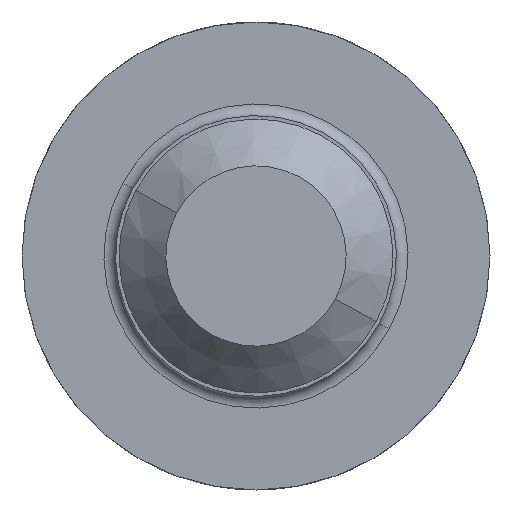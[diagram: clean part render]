
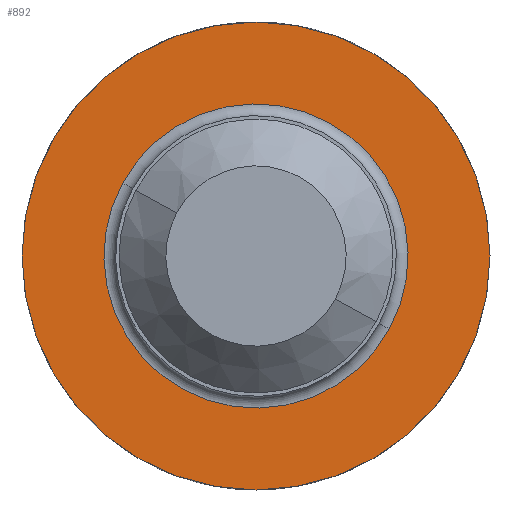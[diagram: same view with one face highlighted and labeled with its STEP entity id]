
A CAD part, left-side view. The second image highlights one B-rep face of the part: STEP entity #892.
In plain terms, the highlighted planar face has unit normal (-1, 0, 0).
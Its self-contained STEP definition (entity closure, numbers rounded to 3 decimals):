
#388=CARTESIAN_POINT('Vertex',(0.,-5.,0.)) ;
#391=CARTESIAN_POINT('Axis2P3D Location',(0.,0.,0.)) ;
#395=CARTESIAN_POINT('Vertex',(0.,5.,0.)) ;
#411=CARTESIAN_POINT('Axis2P3D Location',(0.,0.,0.)) ;
#865=CARTESIAN_POINT('Axis2P3D Location',(0.,0.,0.)) ;
#874=CARTESIAN_POINT('Axis2P3D Location',(0.,0.,0.)) ;
#878=CARTESIAN_POINT('Vertex',(0.,2.852,1.558)) ;
#880=CARTESIAN_POINT('Vertex',(0.,-2.852,-1.558)) ;
#883=CARTESIAN_POINT('Axis2P3D Location',(0.,0.,0.)) ;
#392=DIRECTION('Axis2P3D Direction',(1.,0.,0.)) ;
#412=DIRECTION('Axis2P3D Direction',(1.,0.,0.)) ;
#866=DIRECTION('Axis2P3D Direction',(1.,0.,0.)) ;
#867=DIRECTION('Axis2P3D XDirection',(0.,1.,0.)) ;
#875=DIRECTION('Axis2P3D Direction',(1.,0.,0.)) ;
#884=DIRECTION('Axis2P3D Direction',(1.,0.,0.)) ;
#393=AXIS2_PLACEMENT_3D('Circle Axis2P3D',#391,#392,$) ;
#413=AXIS2_PLACEMENT_3D('Circle Axis2P3D',#411,#412,$) ;
#868=AXIS2_PLACEMENT_3D('Plane Axis2P3D',#865,#866,#867) ;
#876=AXIS2_PLACEMENT_3D('Circle Axis2P3D',#874,#875,$) ;
#885=AXIS2_PLACEMENT_3D('Circle Axis2P3D',#883,#884,$) ;
#871=ORIENTED_EDGE('',*,*,#397,.F.) ;
#872=ORIENTED_EDGE('',*,*,#415,.F.) ;
#889=ORIENTED_EDGE('',*,*,#882,.F.) ;
#890=ORIENTED_EDGE('',*,*,#887,.F.) ;
#891=FACE_BOUND('',#888,.T.) ;
#892=ADVANCED_FACE('PartBody',(#873,#891),#869,.F.) ;
#394=CIRCLE('generated circle',#393,5.) ;
#414=CIRCLE('generated circle',#413,5.) ;
#877=CIRCLE('generated circle',#876,3.25) ;
#886=CIRCLE('generated circle',#885,3.25) ;
#397=EDGE_CURVE('',#389,#396,#394,.T.) ;
#415=EDGE_CURVE('',#396,#389,#414,.T.) ;
#882=EDGE_CURVE('',#879,#881,#877,.F.) ;
#887=EDGE_CURVE('',#881,#879,#886,.F.) ;
#870=EDGE_LOOP('',(#871,#872)) ;
#888=EDGE_LOOP('',(#889,#890)) ;
#873=FACE_OUTER_BOUND('',#870,.T.) ;
#869=PLANE('Plane',#868) ;
#389=VERTEX_POINT('',#388) ;
#396=VERTEX_POINT('',#395) ;
#879=VERTEX_POINT('',#878) ;
#881=VERTEX_POINT('',#880) ;
